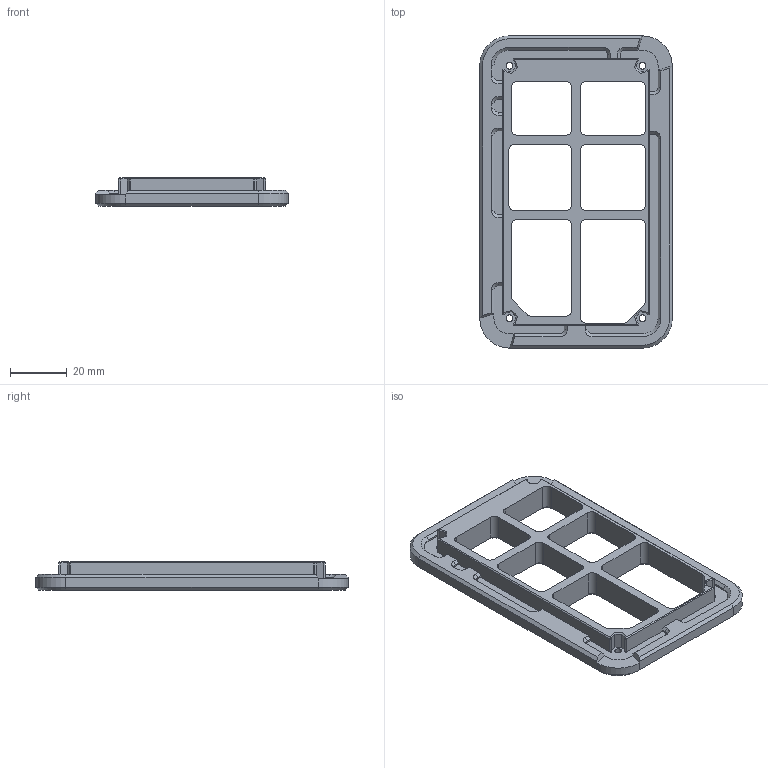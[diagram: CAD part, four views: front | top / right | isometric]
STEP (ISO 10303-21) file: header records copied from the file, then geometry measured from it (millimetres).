
FILE_DESCRIPTION(('FreeCAD Model'),'2;1');
FILE_NAME('Open CASCADE Shape Model','2024-09-29T15:52:14',(''),(''), 'Open CASCADE STEP processor 7.6','FreeCAD','Unknown');
FILE_SCHEMA(('AUTOMOTIVE_DESIGN { 1 0 10303 214 1 1 1 1 }'));
Length unit declared in the file: millimetre
Products named in the file (1): Main
Bounding box: 67.8 x 109.95 x 10 mm (x, y, z)
Volume: 26128.5 mm3; surface area: 16600.1 mm2
Topology: 1 solids, 1 shells, 291 faces, 734 edges, 444 vertices
Faces by surface type: plane 168, cylinder 61, cone 58, bspline 4
Full cylindrical faces by diameter (mm): 2.4 x4, 6.1 x3
Entity records: 8759 total; most frequent: CARTESIAN_POINT 1678, DIRECTION 1471, ORIENTED_EDGE 1468, EDGE_CURVE 734, LINE 533, VECTOR 533, AXIS2_PLACEMENT_3D 469, VERTEX_POINT 444
